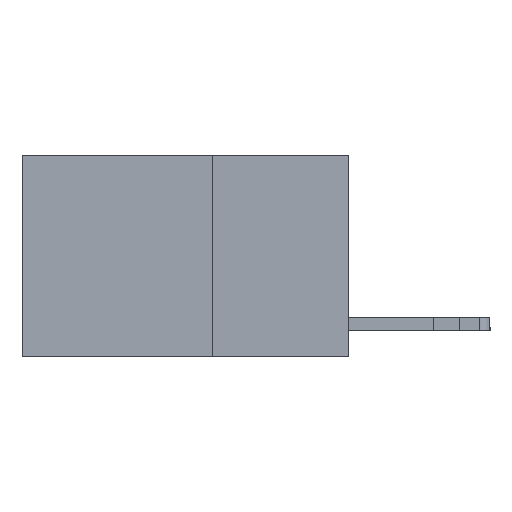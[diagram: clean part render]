
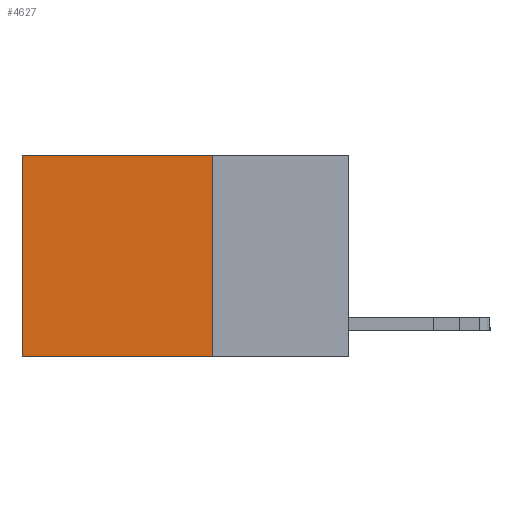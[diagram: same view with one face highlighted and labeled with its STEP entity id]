
A CAD part, left-side view. The second image highlights one B-rep face of the part: STEP entity #4627.
In plain terms, the highlighted planar face has unit normal (-1, 0, 0).
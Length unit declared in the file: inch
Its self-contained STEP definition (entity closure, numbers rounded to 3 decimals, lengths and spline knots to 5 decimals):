
#415 = FACE_OUTER_BOUND ( 'NONE', #8929, .T. ) ;
#557 = CARTESIAN_POINT ( 'NONE',  ( 0.2625, 0.25, 0. ) ) ;
#598 = CARTESIAN_POINT ( 'NONE',  ( 0.2625, 0.25, -0.37 ) ) ;
#993 = VECTOR ( 'NONE', #5922, 39.37008 ) ;
#1668 = VERTEX_POINT ( 'NONE', #8155 ) ;
#1751 = LINE ( 'NONE', #598, #8246 ) ;
#1790 = EDGE_CURVE ( 'NONE', #1668, #5933, #11367, .T. ) ;
#3339 = EDGE_CURVE ( 'NONE', #8008, #8947, #14337, .T. ) ;
#3546 = VECTOR ( 'NONE', #13080, 39.37008 ) ;
#3741 = DIRECTION ( 'NONE',  ( 1., 0., 0. ) ) ;
#3931 = DIRECTION ( 'NONE',  ( 0., 1., 0. ) ) ;
#4627 = ADVANCED_FACE ( 'NONE', ( #415 ), #7095, .F. ) ;
#5922 = DIRECTION ( 'NONE',  ( 0., 0., -1. ) ) ;
#5933 = VERTEX_POINT ( 'NONE', #9730 ) ;
#6255 = ORIENTED_EDGE ( 'NONE', *, *, #1790, .T. ) ;
#7095 = PLANE ( 'NONE',  #12033 ) ;
#7439 = ORIENTED_EDGE ( 'NONE', *, *, #10604, .F. ) ;
#7772 = CARTESIAN_POINT ( 'NONE',  ( 0.2625, 0.25, 0. ) ) ;
#7933 = CARTESIAN_POINT ( 'NONE',  ( 0.2625, 0.25, -0.37 ) ) ;
#8008 = VERTEX_POINT ( 'NONE', #10619 ) ;
#8109 = EDGE_CURVE ( 'NONE', #8008, #1668, #14317, .T. ) ;
#8155 = CARTESIAN_POINT ( 'NONE',  ( 0.2625, 0.6, 0. ) ) ;
#8165 = DIRECTION ( 'NONE',  ( 0., 0., -1. ) ) ;
#8246 = VECTOR ( 'NONE', #3931, 39.37008 ) ;
#8645 = VECTOR ( 'NONE', #12220, 39.37008 ) ;
#8717 = ORIENTED_EDGE ( 'NONE', *, *, #8109, .T. ) ;
#8929 = EDGE_LOOP ( 'NONE', ( #6255, #7439, #10273, #8717 ) ) ;
#8947 = VERTEX_POINT ( 'NONE', #7933 ) ;
#9730 = CARTESIAN_POINT ( 'NONE',  ( 0.2625, 0.6, -0.37 ) ) ;
#10033 = CARTESIAN_POINT ( 'NONE',  ( 0.2625, 0.25, 0. ) ) ;
#10273 = ORIENTED_EDGE ( 'NONE', *, *, #3339, .F. ) ;
#10604 = EDGE_CURVE ( 'NONE', #8947, #5933, #1751, .T. ) ;
#10619 = CARTESIAN_POINT ( 'NONE',  ( 0.2625, 0.25, 0. ) ) ;
#11367 = LINE ( 'NONE', #12523, #993 ) ;
#12033 = AXIS2_PLACEMENT_3D ( 'NONE', #557, #3741, #8165 ) ;
#12220 = DIRECTION ( 'NONE',  ( 0., 0., -1. ) ) ;
#12523 = CARTESIAN_POINT ( 'NONE',  ( 0.2625, 0.6, 0. ) ) ;
#13080 = DIRECTION ( 'NONE',  ( 0., 1., 0. ) ) ;
#14317 = LINE ( 'NONE', #7772, #3546 ) ;
#14337 = LINE ( 'NONE', #10033, #8645 ) ;
